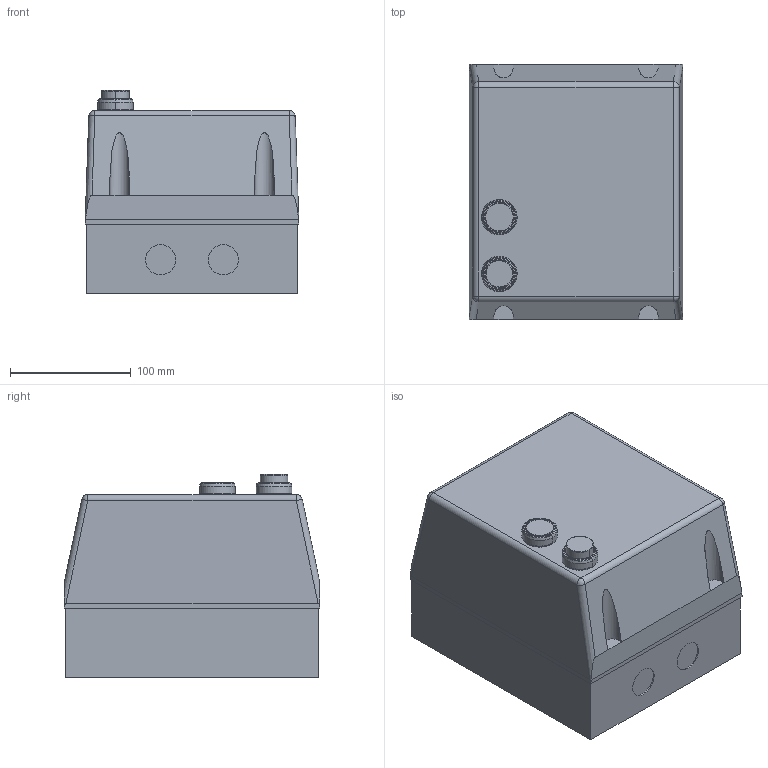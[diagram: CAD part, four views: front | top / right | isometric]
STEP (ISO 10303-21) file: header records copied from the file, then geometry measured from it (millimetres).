
FILE_DESCRIPTION((''),'2;1');
FILE_NAME('3d_M25P03812400B5.stp','2014-06-05T08:00:50',(''),(''),'Mechanical Desktop 2011','Mechanical Desktop 2011',', , ');
FILE_SCHEMA(('CONFIG_CONTROL_DESIGN'));
Length unit declared in the file: millimetre
Products named in the file (1): Product
Bounding box: 177 x 212 x 168.2 mm (x, y, z)
Volume: 5377609.4 mm3; surface area: 188705.8 mm2
Topology: 3 solids, 3 shells, 103 faces, 236 edges, 148 vertices
Faces by surface type: plane 45, cylinder 36, torus 10, cone 8, sphere 4
Entity records: 3003 total; most frequent: DIRECTION 566, CARTESIAN_POINT 484, ORIENTED_EDGE 464, EDGE_CURVE 232, AXIS2_PLACEMENT_3D 230, VERTEX_POINT 148, EDGE_LOOP 116, CIRCLE 110
